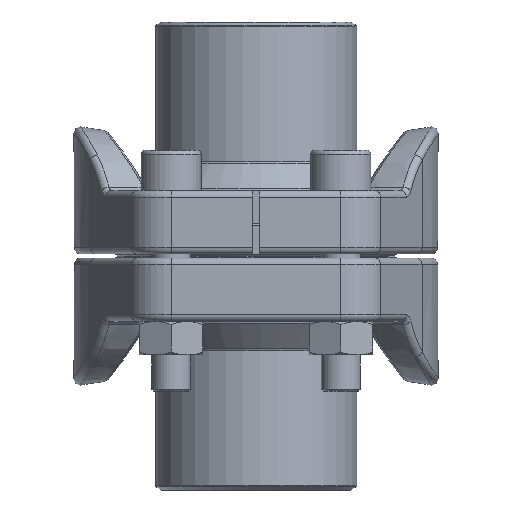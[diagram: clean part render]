
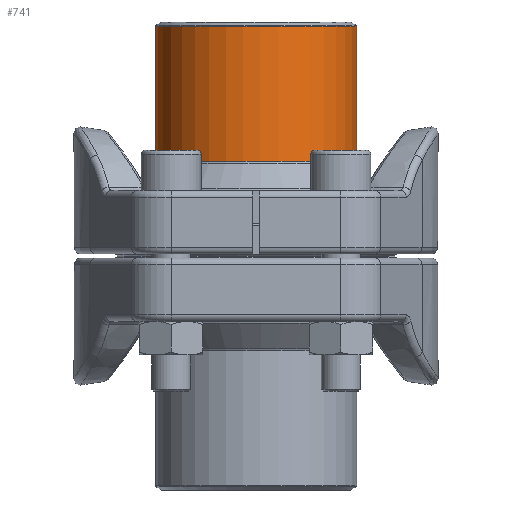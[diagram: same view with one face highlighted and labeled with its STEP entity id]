
A CAD part, left-side view. The second image highlights one B-rep face of the part: STEP entity #741.
In plain terms, the highlighted cylindrical face has radius 30.15 mm (diameter 60.3 mm), a full revolution.
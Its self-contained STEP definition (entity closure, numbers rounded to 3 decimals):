
#410=FACE_BOUND('',#1177,.T.);
#411=FACE_BOUND('',#1178,.T.);
#741=ADVANCED_FACE('',(#410,#411),#928,.T.);
#928=CYLINDRICAL_SURFACE('',#3488,30.15);
#1177=EDGE_LOOP('',(#1853));
#1178=EDGE_LOOP('',(#1854));
#1853=ORIENTED_EDGE('',*,*,#2834,.T.);
#1854=ORIENTED_EDGE('',*,*,#2835,.T.);
#2517=VERTEX_POINT('',#5505);
#2518=VERTEX_POINT('',#5507);
#2834=EDGE_CURVE('',#2517,#2517,#3191,.T.);
#2835=EDGE_CURVE('',#2518,#2518,#3192,.T.);
#3191=CIRCLE('',#3486,30.15);
#3192=CIRCLE('',#3487,30.15);
#3486=AXIS2_PLACEMENT_3D('',#5504,#4111,#4112);
#3487=AXIS2_PLACEMENT_3D('',#5506,#4113,#4114);
#3488=AXIS2_PLACEMENT_3D('',#5508,#4115,#4116);
#4111=DIRECTION('',(1.,0.,0.));
#4112=DIRECTION('',(0.,0.,1.));
#4113=DIRECTION('',(-1.,0.,0.));
#4114=DIRECTION('',(0.,0.,-1.));
#4115=DIRECTION('',(-1.,0.,0.));
#4116=DIRECTION('',(0.,0.,1.));
#5504=CARTESIAN_POINT('',(28.37,0.,0.));
#5505=CARTESIAN_POINT('',(28.37,0.,30.15));
#5506=CARTESIAN_POINT('',(68.73,0.,0.));
#5507=CARTESIAN_POINT('',(68.73,0.,-30.15));
#5508=CARTESIAN_POINT('',(0.,0.,0.));
